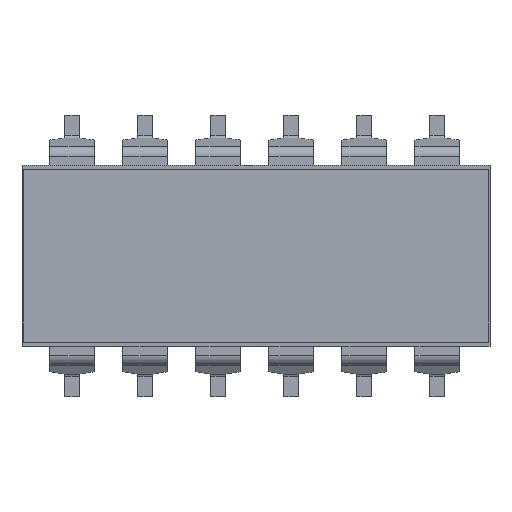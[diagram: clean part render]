
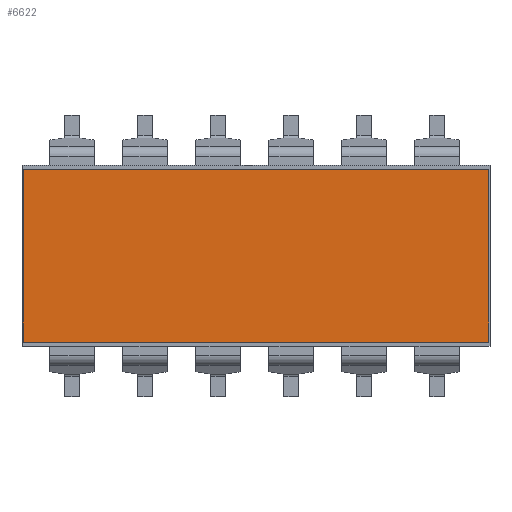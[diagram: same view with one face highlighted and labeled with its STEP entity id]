
A CAD part, top view. The second image highlights one B-rep face of the part: STEP entity #6622.
In plain terms, the highlighted planar face has unit normal (0, 0, 1).
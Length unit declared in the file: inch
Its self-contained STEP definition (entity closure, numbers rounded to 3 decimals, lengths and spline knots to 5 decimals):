
#6583=CARTESIAN_POINT('',(-0.35079,0.12992,0.12323));
#6584=DIRECTION('',(0.0,0.0,-1.0));
#6585=DIRECTION('',(-1.0,0.0,0.0));
#6586=AXIS2_PLACEMENT_3D('',#6583,#6584,#6585);
#6587=PLANE('',#6586);
#6588=CARTESIAN_POINT('',(-0.3189,-0.11811,0.12323));
#6589=VERTEX_POINT('',#6588);
#6590=CARTESIAN_POINT('',(0.3189,-0.11811,0.12323));
#6591=VERTEX_POINT('',#6590);
#6592=CARTESIAN_POINT('',(-0.3189,-0.11811,0.12323));
#6593=DIRECTION('',(1.0,0.0,0.0));
#6594=VECTOR('',#6593,0.6378);
#6595=LINE('',#6592,#6594);
#6596=EDGE_CURVE('',#6589,#6591,#6595,.T.);
#6597=ORIENTED_EDGE('',*,*,#6596,.T.);
#6598=CARTESIAN_POINT('',(0.3189,0.11811,0.12323));
#6599=VERTEX_POINT('',#6598);
#6600=CARTESIAN_POINT('',(0.3189,-0.11811,0.12323));
#6601=DIRECTION('',(0.0,1.0,0.0));
#6602=VECTOR('',#6601,0.23622);
#6603=LINE('',#6600,#6602);
#6604=EDGE_CURVE('',#6591,#6599,#6603,.T.);
#6605=ORIENTED_EDGE('',*,*,#6604,.T.);
#6606=CARTESIAN_POINT('',(-0.3189,0.11811,0.12323));
#6607=VERTEX_POINT('',#6606);
#6608=CARTESIAN_POINT('',(0.3189,0.11811,0.12323));
#6609=DIRECTION('',(-1.0,0.0,0.0));
#6610=VECTOR('',#6609,0.6378);
#6611=LINE('',#6608,#6610);
#6612=EDGE_CURVE('',#6599,#6607,#6611,.T.);
#6613=ORIENTED_EDGE('',*,*,#6612,.T.);
#6614=CARTESIAN_POINT('',(-0.3189,0.11811,0.12323));
#6615=DIRECTION('',(0.0,-1.0,0.0));
#6616=VECTOR('',#6615,0.23622);
#6617=LINE('',#6614,#6616);
#6618=EDGE_CURVE('',#6607,#6589,#6617,.T.);
#6619=ORIENTED_EDGE('',*,*,#6618,.T.);
#6620=EDGE_LOOP('',(#6597,#6605,#6613,#6619));
#6621=FACE_OUTER_BOUND('',#6620,.T.);
#6622=ADVANCED_FACE('',(#6621),#6587,.F.);
